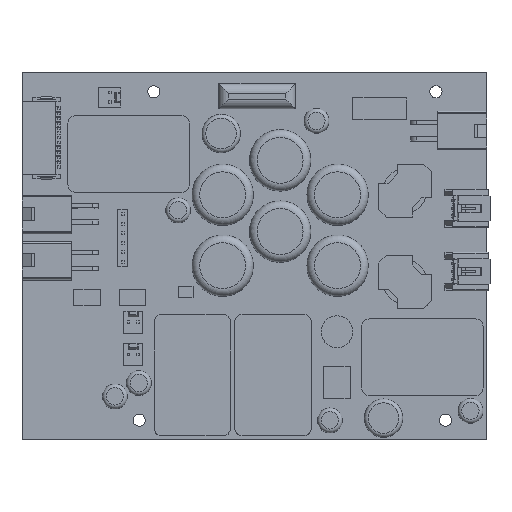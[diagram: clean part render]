
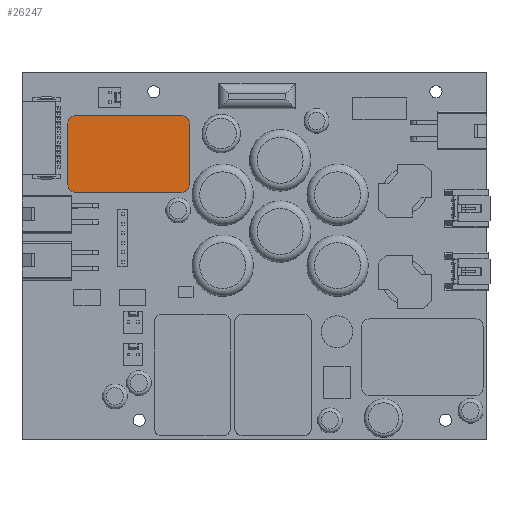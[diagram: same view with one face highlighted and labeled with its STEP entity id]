
A CAD part, top view. The second image highlights one B-rep face of the part: STEP entity #26247.
In plain terms, the highlighted planar face has unit normal (0, 0, 1).
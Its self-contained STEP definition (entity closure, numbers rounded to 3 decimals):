
#468=CIRCLE('',#27907,2.);
#469=CIRCLE('',#27910,2.);
#470=CIRCLE('',#27913,2.);
#471=CIRCLE('',#27916,2.);
#867=FACE_OUTER_BOUND('',#2373,.T.);
#2373=EDGE_LOOP('',(#17841,#17842,#17843,#17844,#17845,#17846,#17847,#17848));
#4197=LINE('',#37375,#7667);
#4200=LINE('',#37383,#7670);
#4203=LINE('',#37391,#7673);
#4206=LINE('',#37398,#7676);
#7667=VECTOR('',#30354,10.);
#7670=VECTOR('',#30363,10.);
#7673=VECTOR('',#30372,10.);
#7676=VECTOR('',#30381,10.);
#11059=VERTEX_POINT('',#37368);
#11060=VERTEX_POINT('',#37369);
#11061=VERTEX_POINT('',#37374);
#11062=VERTEX_POINT('',#37378);
#11063=VERTEX_POINT('',#37382);
#11064=VERTEX_POINT('',#37386);
#11065=VERTEX_POINT('',#37390);
#11066=VERTEX_POINT('',#37394);
#13679=EDGE_CURVE('',#11059,#11060,#468,.T.);
#13682=EDGE_CURVE('',#11060,#11061,#4197,.T.);
#13684=EDGE_CURVE('',#11061,#11062,#469,.T.);
#13686=EDGE_CURVE('',#11062,#11063,#4200,.T.);
#13688=EDGE_CURVE('',#11063,#11064,#470,.T.);
#13690=EDGE_CURVE('',#11064,#11065,#4203,.T.);
#13692=EDGE_CURVE('',#11065,#11066,#471,.T.);
#13694=EDGE_CURVE('',#11066,#11059,#4206,.T.);
#17841=ORIENTED_EDGE('',*,*,#13679,.F.);
#17842=ORIENTED_EDGE('',*,*,#13694,.F.);
#17843=ORIENTED_EDGE('',*,*,#13692,.F.);
#17844=ORIENTED_EDGE('',*,*,#13690,.F.);
#17845=ORIENTED_EDGE('',*,*,#13688,.F.);
#17846=ORIENTED_EDGE('',*,*,#13686,.F.);
#17847=ORIENTED_EDGE('',*,*,#13684,.F.);
#17848=ORIENTED_EDGE('',*,*,#13682,.F.);
#24547=PLANE('',#27918);
#26247=ADVANCED_FACE('',(#867),#24547,.T.);
#27907=AXIS2_PLACEMENT_3D('',#37370,#30348,#30349);
#27910=AXIS2_PLACEMENT_3D('',#37379,#30358,#30359);
#27913=AXIS2_PLACEMENT_3D('',#37387,#30367,#30368);
#27916=AXIS2_PLACEMENT_3D('',#37395,#30376,#30377);
#27918=AXIS2_PLACEMENT_3D('',#37399,#30382,#30383);
#30348=DIRECTION('center_axis',(0.,0.,-1.));
#30349=DIRECTION('ref_axis',(1.,0.,0.));
#30354=DIRECTION('',(0.,1.,0.));
#30358=DIRECTION('center_axis',(0.,0.,-1.));
#30359=DIRECTION('ref_axis',(0.,-1.,0.));
#30363=DIRECTION('',(1.,0.,0.));
#30367=DIRECTION('center_axis',(0.,0.,-1.));
#30368=DIRECTION('ref_axis',(-1.,0.,0.));
#30372=DIRECTION('',(0.,-1.,0.));
#30376=DIRECTION('center_axis',(0.,0.,-1.));
#30377=DIRECTION('ref_axis',(0.,1.,0.));
#30381=DIRECTION('',(-1.,0.,0.));
#30382=DIRECTION('center_axis',(0.,0.,
1.));
#30383=DIRECTION('ref_axis',(1.,0.,0.));
#37368=CARTESIAN_POINT('',(14.,64.59,12.1));
#37369=CARTESIAN_POINT('',(12.,66.59,12.1));
#37370=CARTESIAN_POINT('Origin',(14.,66.59,12.1));
#37374=CARTESIAN_POINT('',(12.,82.59,12.1));
#37375=CARTESIAN_POINT('',(12.,66.59,12.1));
#37378=CARTESIAN_POINT('',(14.,84.59,12.1));
#37379=CARTESIAN_POINT('Origin',(14.,82.59,12.1));
#37382=CARTESIAN_POINT('',(41.7,84.59,12.1));
#37383=CARTESIAN_POINT('',(14.,84.59,12.1));
#37386=CARTESIAN_POINT('',(43.7,82.59,12.1));
#37387=CARTESIAN_POINT('Origin',(41.7,82.59,12.1));
#37390=CARTESIAN_POINT('',(43.7,66.59,12.1));
#37391=CARTESIAN_POINT('',(43.7,82.59,12.1));
#37394=CARTESIAN_POINT('',(41.7,64.59,12.1));
#37395=CARTESIAN_POINT('Origin',(41.7,66.59,12.1));
#37398=CARTESIAN_POINT('',(41.7,64.59,12.1));
#37399=CARTESIAN_POINT('Origin',(27.85,74.59,12.1));
